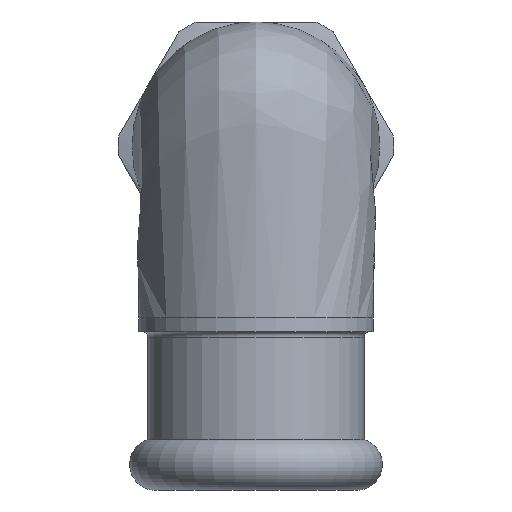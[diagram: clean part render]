
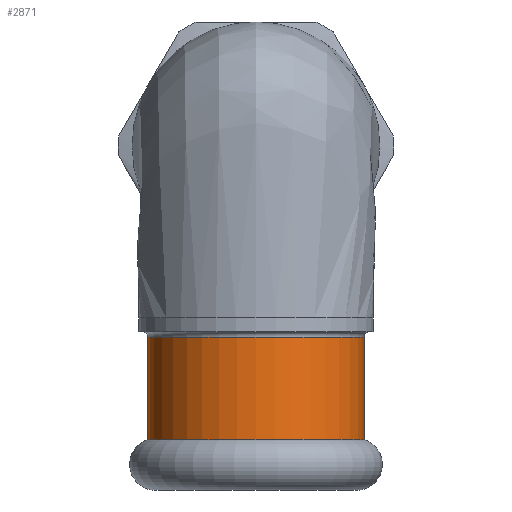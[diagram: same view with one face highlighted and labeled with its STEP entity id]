
A CAD part, front view. The second image highlights one B-rep face of the part: STEP entity #2871.
In plain terms, the highlighted cylindrical face has radius 15.7 mm (diameter 31.4 mm), a full revolution.
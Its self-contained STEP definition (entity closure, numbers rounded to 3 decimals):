
#523=LINE('',#7934,#649);
#649=VECTOR('',#3492,15.7);
#663=CYLINDRICAL_SURFACE('',#3051,15.7);
#819=FACE_OUTER_BOUND('',#996,.T.);
#996=EDGE_LOOP('',(#2622,#2623,#2624,#2625,#2626,#2627,#2628,#2629));
#1011=CIRCLE('',#2906,15.7);
#1012=CIRCLE('',#2907,15.7);
#1017=CIRCLE('',#2912,15.7);
#1073=CIRCLE('',#3042,15.7);
#1074=CIRCLE('',#3043,15.7);
#1078=CIRCLE('',#3047,15.7);
#1095=VERTEX_POINT('',#3551);
#1096=VERTEX_POINT('',#3552);
#1097=VERTEX_POINT('',#3554);
#1374=VERTEX_POINT('',#7917);
#1375=VERTEX_POINT('',#7918);
#1376=VERTEX_POINT('',#7920);
#1391=EDGE_CURVE('',#1095,#1096,#1011,.T.);
#1392=EDGE_CURVE('',#1097,#1095,#1012,.T.);
#1397=EDGE_CURVE('',#1096,#1097,#1017,.T.);
#1803=EDGE_CURVE('',#1374,#1375,#1073,.T.);
#1804=EDGE_CURVE('',#1375,#1376,#1074,.T.);
#1808=EDGE_CURVE('',#1376,#1374,#1078,.T.);
#1811=EDGE_CURVE('',#1375,#1096,#523,.T.);
#2622=ORIENTED_EDGE('',*,*,#1803,.F.);
#2623=ORIENTED_EDGE('',*,*,#1808,.F.);
#2624=ORIENTED_EDGE('',*,*,#1804,.F.);
#2625=ORIENTED_EDGE('',*,*,#1811,.T.);
#2626=ORIENTED_EDGE('',*,*,#1397,.T.);
#2627=ORIENTED_EDGE('',*,*,#1392,.T.);
#2628=ORIENTED_EDGE('',*,*,#1391,.T.);
#2629=ORIENTED_EDGE('',*,*,#1811,.F.);
#2871=ADVANCED_FACE('',(#819),#663,.T.);
#2906=AXIS2_PLACEMENT_3D('',#3553,#3081,#3082);
#2907=AXIS2_PLACEMENT_3D('',#3555,#3083,#3084);
#2912=AXIS2_PLACEMENT_3D('',#3563,#3093,#3094);
#3042=AXIS2_PLACEMENT_3D('',#7919,#3472,#3473);
#3043=AXIS2_PLACEMENT_3D('',#7921,#3474,#3475);
#3047=AXIS2_PLACEMENT_3D('',#7927,#3482,#3483);
#3051=AXIS2_PLACEMENT_3D('',#7933,#3490,#3491);
#3081=DIRECTION('center_axis',(0.,0.,1.));
#3082=DIRECTION('ref_axis',(0.,-1.,0.));
#3083=DIRECTION('center_axis',(0.,0.,1.));
#3084=DIRECTION('ref_axis',(0.,-1.,0.));
#3093=DIRECTION('center_axis',(0.,0.,1.));
#3094=DIRECTION('ref_axis',(0.,-1.,0.));
#3472=DIRECTION('center_axis',(0.,0.,1.));
#3473=DIRECTION('ref_axis',(0.,1.,0.));
#3474=DIRECTION('center_axis',(0.,0.,1.));
#3475=DIRECTION('ref_axis',(0.,1.,0.));
#3482=DIRECTION('center_axis',(0.,0.,1.));
#3483=DIRECTION('ref_axis',(0.,1.,0.));
#3490=DIRECTION('center_axis',(0.,0.,1.));
#3491=DIRECTION('ref_axis',(0.,-1.,0.));
#3492=DIRECTION('',(0.,0.,-1.));
#3551=CARTESIAN_POINT('',(0.,-15.7,-42.703));
#3552=CARTESIAN_POINT('',(0.,15.7,-42.703));
#3553=CARTESIAN_POINT('Origin',(0.,0.,-42.703));
#3554=CARTESIAN_POINT('',(-15.7,0.,-42.703));
#3555=CARTESIAN_POINT('Origin',(0.,0.,-42.703));
#3563=CARTESIAN_POINT('Origin',(0.,0.,-42.703));
#7917=CARTESIAN_POINT('',(0.,-15.7,-27.8));
#7918=CARTESIAN_POINT('',(0.,15.7,-27.8));
#7919=CARTESIAN_POINT('Origin',(0.,0.,-27.8));
#7920=CARTESIAN_POINT('',(-15.7,0.,-27.8));
#7921=CARTESIAN_POINT('Origin',(0.,0.,-27.8));
#7927=CARTESIAN_POINT('Origin',(0.,0.,-27.8));
#7933=CARTESIAN_POINT('Origin',(0.,0.,-34.851));
#7934=CARTESIAN_POINT('',(0.,15.7,-34.851));
